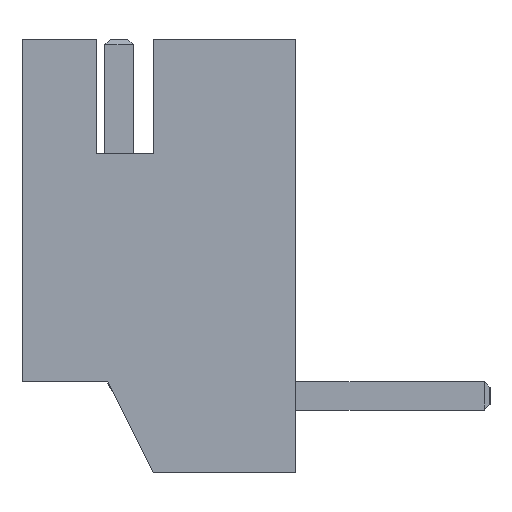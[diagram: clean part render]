
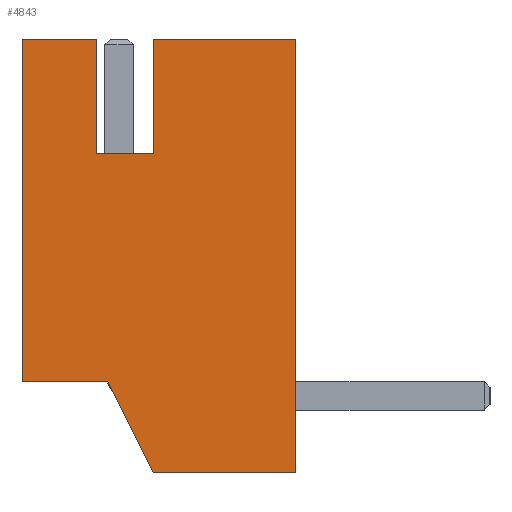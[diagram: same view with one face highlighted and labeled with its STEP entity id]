
A CAD part, left-side view. The second image highlights one B-rep face of the part: STEP entity #4843.
In plain terms, the highlighted planar face has unit normal (-1, 0, 0).
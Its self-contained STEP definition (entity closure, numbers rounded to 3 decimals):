
#111=FACE_OUTER_BOUND('',#387,.T.);
#387=EDGE_LOOP('',(#3191,#3192,#3193,#3194,#3195,#3196,#3197,#3198,#3199,
#3200));
#687=LINE('',#6761,#1357);
#690=LINE('',#6767,#1360);
#693=LINE('',#6773,#1363);
#695=LINE('',#6777,#1365);
#696=LINE('',#6779,#1366);
#697=LINE('',#6781,#1367);
#698=LINE('',#6783,#1368);
#699=LINE('',#6785,#1369);
#700=LINE('',#6787,#1370);
#701=LINE('',#6788,#1371);
#1357=VECTOR('',#5458,10.);
#1360=VECTOR('',#5463,10.);
#1363=VECTOR('',#5468,10.);
#1365=VECTOR('',#5472,10.);
#1366=VECTOR('',#5473,10.);
#1367=VECTOR('',#5474,10.);
#1368=VECTOR('',#5475,10.);
#1369=VECTOR('',#5476,10.);
#1370=VECTOR('',#5477,10.);
#1371=VECTOR('',#5478,10.);
#2025=VERTEX_POINT('',#6758);
#2026=VERTEX_POINT('',#6760);
#2028=VERTEX_POINT('',#6766);
#2030=VERTEX_POINT('',#6772);
#2031=VERTEX_POINT('',#6776);
#2032=VERTEX_POINT('',#6778);
#2033=VERTEX_POINT('',#6780);
#2034=VERTEX_POINT('',#6782);
#2035=VERTEX_POINT('',#6784);
#2036=VERTEX_POINT('',#6786);
#2473=EDGE_CURVE('',#2026,#2025,#687,.T.);
#2476=EDGE_CURVE('',#2028,#2026,#690,.T.);
#2479=EDGE_CURVE('',#2030,#2028,#693,.T.);
#2481=EDGE_CURVE('',#2025,#2031,#695,.T.);
#2482=EDGE_CURVE('',#2031,#2032,#696,.T.);
#2483=EDGE_CURVE('',#2032,#2033,#697,.T.);
#2484=EDGE_CURVE('',#2033,#2034,#698,.T.);
#2485=EDGE_CURVE('',#2034,#2035,#699,.T.);
#2486=EDGE_CURVE('',#2035,#2036,#700,.T.);
#2487=EDGE_CURVE('',#2036,#2030,#701,.T.);
#3191=ORIENTED_EDGE('',*,*,#2479,.T.);
#3192=ORIENTED_EDGE('',*,*,#2476,.T.);
#3193=ORIENTED_EDGE('',*,*,#2473,.T.);
#3194=ORIENTED_EDGE('',*,*,#2481,.T.);
#3195=ORIENTED_EDGE('',*,*,#2482,.T.);
#3196=ORIENTED_EDGE('',*,*,#2483,.T.);
#3197=ORIENTED_EDGE('',*,*,#2484,.T.);
#3198=ORIENTED_EDGE('',*,*,#2485,.T.);
#3199=ORIENTED_EDGE('',*,*,#2486,.T.);
#3200=ORIENTED_EDGE('',*,*,#2487,.T.);
#4585=PLANE('',#5130);
#4843=ADVANCED_FACE('',(#111),#4585,.T.);
#5130=AXIS2_PLACEMENT_3D('',#6775,#5470,#5471);
#5458=DIRECTION('',(0.,0.,1.));
#5463=DIRECTION('',(0.,1.,0.));
#5468=DIRECTION('',(0.,0.,-1.));
#5470=DIRECTION('center_axis',(-1.,0.,0.));
#5471=DIRECTION('ref_axis',(0.,0.,1.));
#5472=DIRECTION('',(0.,1.,0.));
#5473=DIRECTION('',(0.,0.,-1.));
#5474=DIRECTION('',(0.,-1.,0.));
#5475=DIRECTION('',(0.,-0.447,-0.894));
#5476=DIRECTION('',(0.,-1.,0.));
#5477=DIRECTION('',(0.,0.,1.));
#5478=DIRECTION('',(0.,1.,0.));
#6758=CARTESIAN_POINT('',(-9.95,3.5,0.));
#6760=CARTESIAN_POINT('',(-9.95,3.5,-2.));
#6761=CARTESIAN_POINT('',(-9.95,3.5,-1.5));
#6766=CARTESIAN_POINT('',(-9.95,2.5,-2.));
#6767=CARTESIAN_POINT('',(-9.95,2.95,-2.));
#6772=CARTESIAN_POINT('',(-9.95,2.5,0.));
#6773=CARTESIAN_POINT('',(-9.95,2.5,-2.5));
#6775=CARTESIAN_POINT('Origin',(-9.95,2.4,-3.));
#6776=CARTESIAN_POINT('',(-9.95,4.8,0.));
#6777=CARTESIAN_POINT('',(-9.95,0.,0.));
#6778=CARTESIAN_POINT('',(-9.95,4.8,-6.));
#6779=CARTESIAN_POINT('',(-9.95,4.8,0.));
#6780=CARTESIAN_POINT('',(-9.95,3.3,-6.));
#6781=CARTESIAN_POINT('',(-9.95,4.8,-6.));
#6782=CARTESIAN_POINT('',(-9.95,2.5,-7.6));
#6783=CARTESIAN_POINT('',(-9.95,3.3,-6.));
#6784=CARTESIAN_POINT('',(-9.95,0.,-7.6));
#6785=CARTESIAN_POINT('',(-9.95,2.5,-7.6));
#6786=CARTESIAN_POINT('',(-9.95,0.,0.));
#6787=CARTESIAN_POINT('',(-9.95,0.,-7.6));
#6788=CARTESIAN_POINT('',(-9.95,0.,0.));
